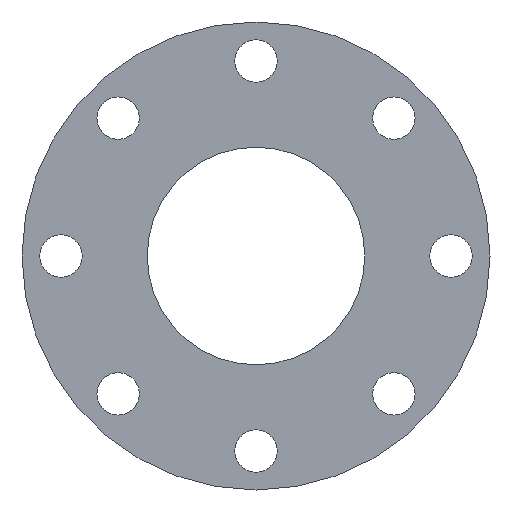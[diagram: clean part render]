
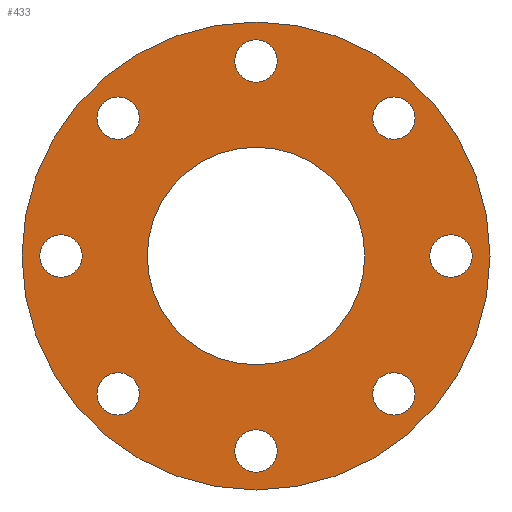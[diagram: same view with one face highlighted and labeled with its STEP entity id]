
A CAD part, left-side view. The second image highlights one B-rep face of the part: STEP entity #433.
In plain terms, the highlighted planar face has unit normal (-1, 0, 0).
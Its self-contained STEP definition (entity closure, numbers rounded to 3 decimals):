
#62=FACE_BOUND('',#132,.T.);
#63=FACE_BOUND('',#133,.T.);
#64=FACE_BOUND('',#134,.T.);
#65=FACE_BOUND('',#135,.T.);
#66=FACE_BOUND('',#136,.T.);
#67=FACE_BOUND('',#137,.T.);
#68=FACE_BOUND('',#138,.T.);
#69=FACE_BOUND('',#139,.T.);
#70=FACE_BOUND('',#140,.T.);
#82=PLANE('',#518);
#105=FACE_OUTER_BOUND('',#131,.T.);
#131=EDGE_LOOP('',(#383));
#132=EDGE_LOOP('',(#384));
#133=EDGE_LOOP('',(#385));
#134=EDGE_LOOP('',(#386));
#135=EDGE_LOOP('',(#387));
#136=EDGE_LOOP('',(#388));
#137=EDGE_LOOP('',(#389));
#138=EDGE_LOOP('',(#390));
#139=EDGE_LOOP('',(#391));
#140=EDGE_LOOP('',(#392));
#157=CIRCLE('',#464,48.8);
#177=CIRCLE('',#494,9.5);
#179=CIRCLE('',#497,9.5);
#181=CIRCLE('',#500,9.5);
#183=CIRCLE('',#503,9.5);
#185=CIRCLE('',#506,9.5);
#187=CIRCLE('',#509,9.5);
#189=CIRCLE('',#512,9.5);
#191=CIRCLE('',#515,9.5);
#193=CIRCLE('',#519,105.);
#199=VERTEX_POINT('',#687);
#215=VERTEX_POINT('',#738);
#217=VERTEX_POINT('',#744);
#219=VERTEX_POINT('',#750);
#221=VERTEX_POINT('',#756);
#223=VERTEX_POINT('',#762);
#225=VERTEX_POINT('',#768);
#227=VERTEX_POINT('',#774);
#229=VERTEX_POINT('',#780);
#231=VERTEX_POINT('',#788);
#239=EDGE_CURVE('',#199,#199,#157,.T.);
#263=EDGE_CURVE('',#215,#215,#177,.T.);
#266=EDGE_CURVE('',#217,#217,#179,.T.);
#269=EDGE_CURVE('',#219,#219,#181,.T.);
#272=EDGE_CURVE('',#221,#221,#183,.T.);
#275=EDGE_CURVE('',#223,#223,#185,.T.);
#278=EDGE_CURVE('',#225,#225,#187,.T.);
#281=EDGE_CURVE('',#227,#227,#189,.T.);
#284=EDGE_CURVE('',#229,#229,#191,.T.);
#288=EDGE_CURVE('',#231,#231,#193,.T.);
#383=ORIENTED_EDGE('',*,*,#288,.F.);
#384=ORIENTED_EDGE('',*,*,#263,.T.);
#385=ORIENTED_EDGE('',*,*,#266,.T.);
#386=ORIENTED_EDGE('',*,*,#269,.T.);
#387=ORIENTED_EDGE('',*,*,#272,.T.);
#388=ORIENTED_EDGE('',*,*,#275,.T.);
#389=ORIENTED_EDGE('',*,*,#278,.T.);
#390=ORIENTED_EDGE('',*,*,#281,.T.);
#391=ORIENTED_EDGE('',*,*,#284,.T.);
#392=ORIENTED_EDGE('',*,*,#239,.T.);
#433=ADVANCED_FACE('',(#105,#62,#63,#64,#65,#66,#67,#68,#69,#70),#82,.T.);
#464=AXIS2_PLACEMENT_3D('',#689,#542,#543);
#494=AXIS2_PLACEMENT_3D('',#739,#606,#607);
#497=AXIS2_PLACEMENT_3D('',#745,#613,#614);
#500=AXIS2_PLACEMENT_3D('',#751,#620,#621);
#503=AXIS2_PLACEMENT_3D('',#757,#627,#628);
#506=AXIS2_PLACEMENT_3D('',#763,#634,#635);
#509=AXIS2_PLACEMENT_3D('',#769,#641,#642);
#512=AXIS2_PLACEMENT_3D('',#775,#648,#649);
#515=AXIS2_PLACEMENT_3D('',#781,#655,#656);
#518=AXIS2_PLACEMENT_3D('',#787,#663,#664);
#519=AXIS2_PLACEMENT_3D('',#789,#665,#666);
#542=DIRECTION('center_axis',(1.,0.,0.));
#543=DIRECTION('ref_axis',(0.,0.,-1.));
#606=DIRECTION('center_axis',(1.,0.,0.));
#607=DIRECTION('ref_axis',(0.,0.707,-0.707));
#613=DIRECTION('center_axis',(1.,0.,0.));
#614=DIRECTION('ref_axis',(0.,0.,-1.));
#620=DIRECTION('center_axis',(1.,0.,0.));
#621=DIRECTION('ref_axis',(0.,-0.707,-0.707));
#627=DIRECTION('center_axis',(1.,0.,0.));
#628=DIRECTION('ref_axis',(0.,-1.,0.));
#634=DIRECTION('center_axis',(1.,0.,0.));
#635=DIRECTION('ref_axis',(0.,-0.707,0.707));
#641=DIRECTION('center_axis',(1.,0.,0.));
#642=DIRECTION('ref_axis',(0.,0.,1.));
#648=DIRECTION('center_axis',(1.,0.,0.));
#649=DIRECTION('ref_axis',(0.,0.707,0.707));
#655=DIRECTION('center_axis',(1.,0.,0.));
#656=DIRECTION('ref_axis',(0.,1.,0.));
#663=DIRECTION('center_axis',(-1.,0.,0.));
#664=DIRECTION('ref_axis',(0.,0.,1.));
#665=DIRECTION('center_axis',(1.,0.,0.));
#666=DIRECTION('ref_axis',(0.,0.,-1.));
#687=CARTESIAN_POINT('',(0.,-48.8,0.));
#689=CARTESIAN_POINT('Origin',(0.,0.,0.));
#738=CARTESIAN_POINT('',(0.,-6.718,94.218));
#739=CARTESIAN_POINT('Origin',(0.,0.,
87.5));
#744=CARTESIAN_POINT('',(0.,61.872,71.372));
#745=CARTESIAN_POINT('Origin',(0.,61.872,61.872));
#750=CARTESIAN_POINT('',(0.,94.218,6.718));
#751=CARTESIAN_POINT('Origin',(0.,87.5,0.));
#756=CARTESIAN_POINT('',(0.,71.372,-61.872));
#757=CARTESIAN_POINT('Origin',(0.,61.872,-61.872));
#762=CARTESIAN_POINT('',(0.,6.718,-94.218));
#763=CARTESIAN_POINT('Origin',(0.,0.,
-87.5));
#768=CARTESIAN_POINT('',(0.,-61.872,-71.372));
#769=CARTESIAN_POINT('Origin',(0.,-61.872,-61.872));
#774=CARTESIAN_POINT('',(0.,-94.218,-6.718));
#775=CARTESIAN_POINT('Origin',(0.,-87.5,0.));
#780=CARTESIAN_POINT('',(0.,-71.372,61.872));
#781=CARTESIAN_POINT('Origin',(0.,-61.872,61.872));
#787=CARTESIAN_POINT('Origin',(0.,105.,0.));
#788=CARTESIAN_POINT('',(0.,-105.,0.));
#789=CARTESIAN_POINT('Origin',(0.,0.,0.));
